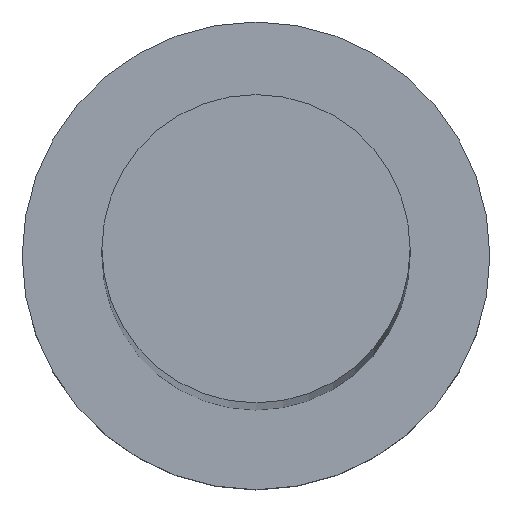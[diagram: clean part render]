
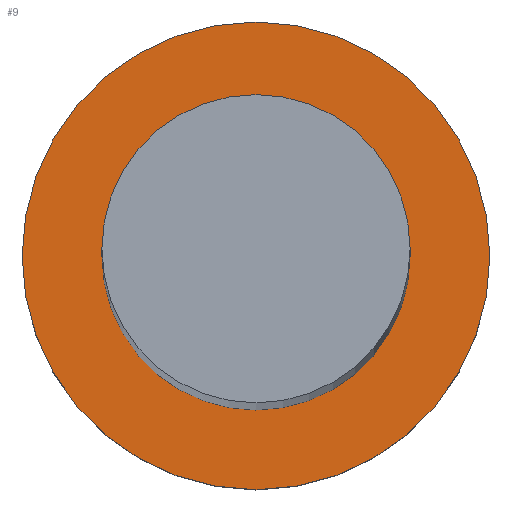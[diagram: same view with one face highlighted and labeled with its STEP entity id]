
A CAD part, top view. The second image highlights one B-rep face of the part: STEP entity #9.
In plain terms, the highlighted planar face has unit normal (0, 0, 1).
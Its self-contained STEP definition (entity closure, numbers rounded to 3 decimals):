
#9 = ADVANCED_FACE ( 'NONE', ( #17, #70 ), #150, .T. ) ;
#10 = CARTESIAN_POINT ( 'NONE',  ( 7.25, 0., 7. ) ) ;
#17 = FACE_BOUND ( 'NONE', #54, .T. ) ;
#18 = VERTEX_POINT ( 'NONE', #89 ) ;
#27 = AXIS2_PLACEMENT_3D ( 'NONE', #193, #58, #138 ) ;
#43 = AXIS2_PLACEMENT_3D ( 'NONE', #109, #46, #174 ) ;
#46 = DIRECTION ( 'NONE',  ( 0., 0., 1. ) ) ;
#47 = DIRECTION ( 'NONE',  ( 1., 0., 0. ) ) ;
#48 = EDGE_CURVE ( 'NONE', #210, #18, #182, .T. ) ;
#52 = VERTEX_POINT ( 'NONE', #10 ) ;
#53 = CIRCLE ( 'NONE', #65, 7.25 ) ;
#54 = EDGE_LOOP ( 'NONE', ( #166, #183 ) ) ;
#58 = DIRECTION ( 'NONE',  ( 0., 0., 1. ) ) ;
#65 = AXIS2_PLACEMENT_3D ( 'NONE', #241, #177, #47 ) ;
#70 = FACE_OUTER_BOUND ( 'NONE', #81, .T. ) ;
#76 = CARTESIAN_POINT ( 'NONE',  ( 0., 0., 7. ) ) ;
#77 = CARTESIAN_POINT ( 'NONE',  ( -7.25, 0., 7. ) ) ;
#81 = EDGE_LOOP ( 'NONE', ( #164, #176 ) ) ;
#85 = DIRECTION ( 'NONE',  ( 0., 0., 1. ) ) ;
#89 = CARTESIAN_POINT ( 'NONE',  ( -11., 0., 7. ) ) ;
#94 = DIRECTION ( 'NONE',  ( 1., 0., 0. ) ) ;
#109 = CARTESIAN_POINT ( 'NONE',  ( 0., 0., 7. ) ) ;
#112 = CIRCLE ( 'NONE', #43, 7.25 ) ;
#129 = CARTESIAN_POINT ( 'NONE',  ( 0., 0., 7. ) ) ;
#136 = VERTEX_POINT ( 'NONE', #77 ) ;
#138 = DIRECTION ( 'NONE',  ( 1., 0., 0. ) ) ;
#142 = EDGE_CURVE ( 'NONE', #136, #52, #112, .T. ) ;
#148 = EDGE_CURVE ( 'NONE', #18, #210, #178, .T. ) ;
#150 = PLANE ( 'NONE',  #200 ) ;
#164 = ORIENTED_EDGE ( 'NONE', *, *, #148, .T. ) ;
#166 = ORIENTED_EDGE ( 'NONE', *, *, #142, .F. ) ;
#168 = DIRECTION ( 'NONE',  ( 1., 0., 0. ) ) ;
#174 = DIRECTION ( 'NONE',  ( 1., 0., 0. ) ) ;
#175 = DIRECTION ( 'NONE',  ( 0., 0., 1. ) ) ;
#176 = ORIENTED_EDGE ( 'NONE', *, *, #48, .T. ) ;
#177 = DIRECTION ( 'NONE',  ( 0., 0., 1. ) ) ;
#178 = CIRCLE ( 'NONE', #27, 11. ) ;
#182 = CIRCLE ( 'NONE', #197, 11. ) ;
#183 = ORIENTED_EDGE ( 'NONE', *, *, #239, .F. ) ;
#193 = CARTESIAN_POINT ( 'NONE',  ( 0., 0., 7. ) ) ;
#197 = AXIS2_PLACEMENT_3D ( 'NONE', #76, #175, #94 ) ;
#200 = AXIS2_PLACEMENT_3D ( 'NONE', #129, #85, #168 ) ;
#210 = VERTEX_POINT ( 'NONE', #217 ) ;
#217 = CARTESIAN_POINT ( 'NONE',  ( 11., 0., 7. ) ) ;
#239 = EDGE_CURVE ( 'NONE', #52, #136, #53, .T. ) ;
#241 = CARTESIAN_POINT ( 'NONE',  ( 0., 0., 7. ) ) ;
